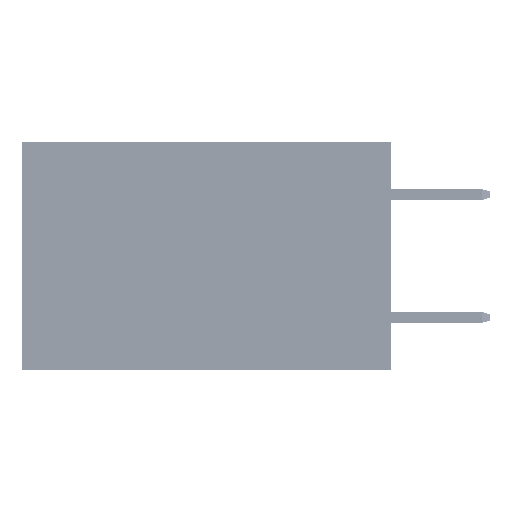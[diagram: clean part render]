
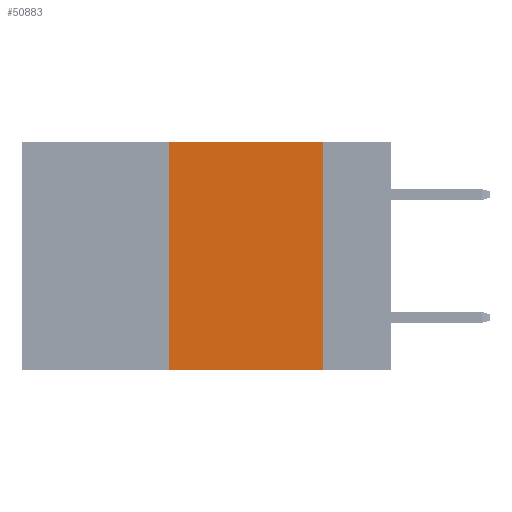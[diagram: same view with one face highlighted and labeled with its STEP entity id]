
A CAD part, left-side view. The second image highlights one B-rep face of the part: STEP entity #50883.
In plain terms, the highlighted planar face has unit normal (-1, 0, 0).
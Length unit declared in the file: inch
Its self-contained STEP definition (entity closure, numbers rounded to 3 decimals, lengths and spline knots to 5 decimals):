
#543 = VERTEX_POINT ( 'NONE', #47962 ) ;
#4501 = ORIENTED_EDGE ( 'NONE', *, *, #50861, .T. ) ;
#4759 = PLANE ( 'NONE',  #10191 ) ;
#7089 = LINE ( 'NONE', #39923, #24814 ) ;
#7599 = VECTOR ( 'NONE', #13228, 39.37008 ) ;
#7735 = CARTESIAN_POINT ( 'NONE',  ( 0., 0.6, 0. ) ) ;
#8515 = DIRECTION ( 'NONE',  ( 1., 0., 0. ) ) ;
#10191 = AXIS2_PLACEMENT_3D ( 'NONE', #7735, #8515, #12814 ) ;
#10655 = CARTESIAN_POINT ( 'NONE',  ( 0., 0.11, -0.37 ) ) ;
#12310 = LINE ( 'NONE', #25195, #7599 ) ;
#12814 = DIRECTION ( 'NONE',  ( 0., 0., -1. ) ) ;
#13228 = DIRECTION ( 'NONE',  ( 0., -1., 0. ) ) ;
#13893 = CARTESIAN_POINT ( 'NONE',  ( 0., 0.36, 0. ) ) ;
#17903 = EDGE_CURVE ( 'NONE', #543, #28166, #28107, .T. ) ;
#23275 = VERTEX_POINT ( 'NONE', #25825 ) ;
#24814 = VECTOR ( 'NONE', #52289, 39.37008 ) ;
#25195 = CARTESIAN_POINT ( 'NONE',  ( 0., 0.6, -0.37 ) ) ;
#25825 = CARTESIAN_POINT ( 'NONE',  ( 0., 0.36, 0. ) ) ;
#26207 = ORIENTED_EDGE ( 'NONE', *, *, #46163, .F. ) ;
#28107 = LINE ( 'NONE', #41028, #30575 ) ;
#28166 = VERTEX_POINT ( 'NONE', #10655 ) ;
#28702 = FACE_OUTER_BOUND ( 'NONE', #52310, .T. ) ;
#30575 = VECTOR ( 'NONE', #37245, 39.37008 ) ;
#31131 = EDGE_CURVE ( 'NONE', #23275, #543, #7089, .T. ) ;
#31306 = ORIENTED_EDGE ( 'NONE', *, *, #31131, .F. ) ;
#36724 = CARTESIAN_POINT ( 'NONE',  ( 0., 0.36, -0.37 ) ) ;
#37245 = DIRECTION ( 'NONE',  ( 0., 0., -1. ) ) ;
#38913 = DIRECTION ( 'NONE',  ( 0., 0., 1. ) ) ;
#39923 = CARTESIAN_POINT ( 'NONE',  ( 0., 0.6, 0. ) ) ;
#41028 = CARTESIAN_POINT ( 'NONE',  ( 0., 0.11, 0. ) ) ;
#46163 = EDGE_CURVE ( 'NONE', #51384, #23275, #50753, .T. ) ;
#47962 = CARTESIAN_POINT ( 'NONE',  ( 0., 0.11, 0. ) ) ;
#50753 = LINE ( 'NONE', #13893, #52785 ) ;
#50861 = EDGE_CURVE ( 'NONE', #51384, #28166, #12310, .T. ) ;
#50883 = ADVANCED_FACE ( 'NONE', ( #28702 ), #4759, .F. ) ;
#51384 = VERTEX_POINT ( 'NONE', #36724 ) ;
#52054 = ORIENTED_EDGE ( 'NONE', *, *, #17903, .F. ) ;
#52289 = DIRECTION ( 'NONE',  ( 0., -1., 0. ) ) ;
#52310 = EDGE_LOOP ( 'NONE', ( #52054, #31306, #26207, #4501 ) ) ;
#52785 = VECTOR ( 'NONE', #38913, 39.37008 ) ;
